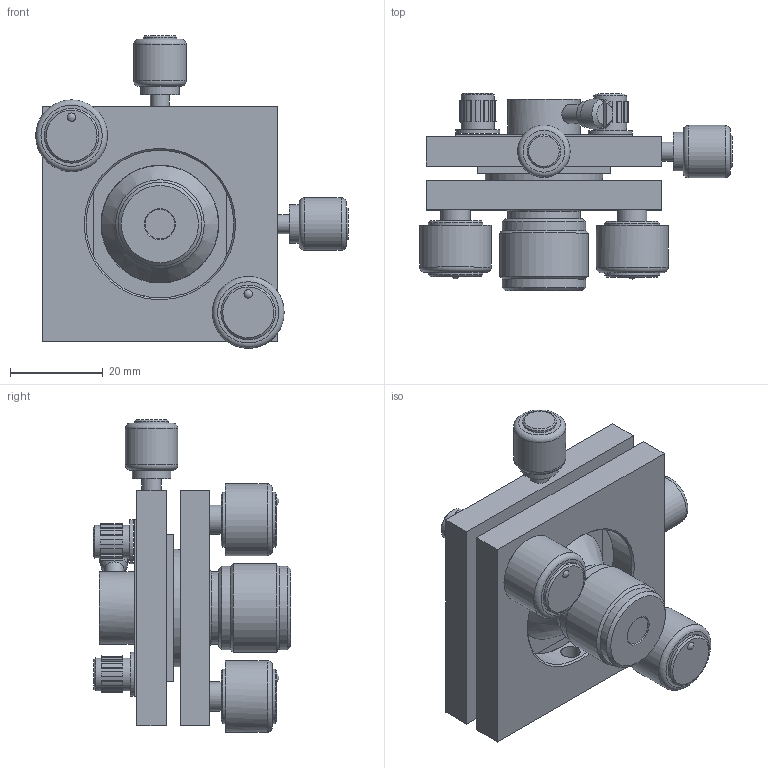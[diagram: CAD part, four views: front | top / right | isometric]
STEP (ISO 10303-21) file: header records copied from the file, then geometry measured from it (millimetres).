
FILE_DESCRIPTION((''),'2;1');
FILE_NAME('bft-5.stp','2013-03-14T08:52:46',('JC'),(''),'Autodesk Inventor 11','Autodesk Inventor 11','');
FILE_SCHEMA(('AUTOMOTIVE_DESIGN { 1 0 10303 214 1 1 1 1 }'));
Length unit declared in the file: inch
Products named in the file (1): bft-51
Bounding box: 67.44 x 42.61 x 67.44 mm (x, y, z)
Volume: 46414.3 mm3; surface area: 17973 mm2
Topology: 3 solids, 3 shells, 238 faces, 531 edges, 352 vertices
Faces by surface type: plane 151, cylinder 56, cone 23, torus 6, sphere 2
Full cylindrical faces by diameter (mm): 4.089 x1, 4.116 x2, 4.166 x2, 5.715 x1, 6.35 x3, 6.388 x1, 7.112 x2, 7.239 x2, 8.319 x2, 9.474 x2, 11.303 x2, 11.811 x4, 15.494 x2, 15.608 x1, 15.748 x1, 18.034 x2, 19.126 x1, 31.877 x1
Entity records: 6283 total; most frequent: CARTESIAN_POINT 1143, DIRECTION 1110, ORIENTED_EDGE 900, EDGE_CURVE 450, AXIS2_PLACEMENT_3D 431, EDGE_LOOP 356, VERTEX_POINT 332, VECTOR 248
